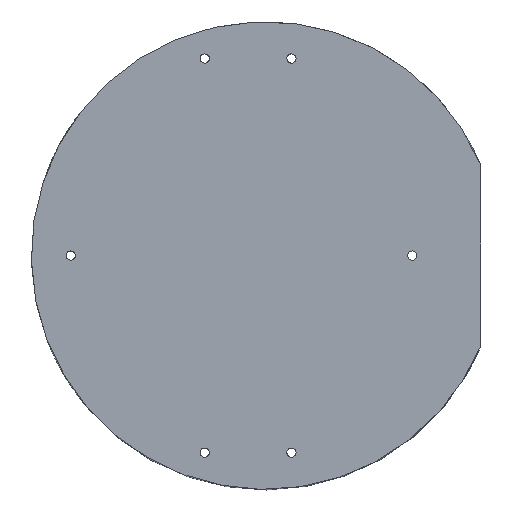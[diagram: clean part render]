
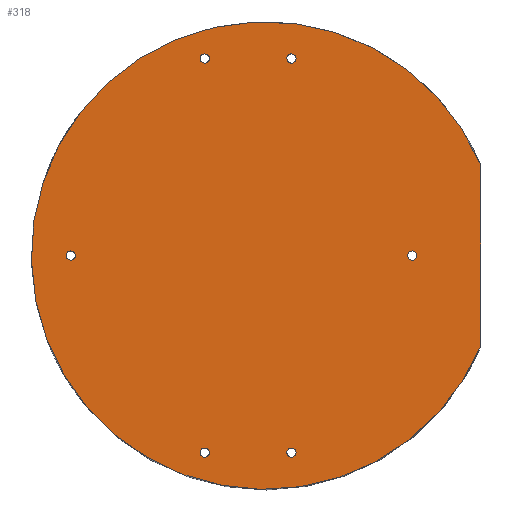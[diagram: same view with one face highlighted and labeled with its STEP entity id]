
A CAD part, top view. The second image highlights one B-rep face of the part: STEP entity #318.
In plain terms, the highlighted planar face has unit normal (0, 0, 1).
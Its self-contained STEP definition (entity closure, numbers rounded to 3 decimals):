
#165=CARTESIAN_POINT('',(-0.579,409.727,68.));
#166=DIRECTION('',(0.,0.,1.));
#167=DIRECTION('',(0.676,-0.737,0.));
#168=AXIS2_PLACEMENT_3D('',#165,#166,#167);
#169=PLANE('',#168);
#170=CARTESIAN_POINT('',(10.604,483.437,68.));
#171=VERTEX_POINT('',#170);
#172=CARTESIAN_POINT('',(11.171,484.727,68.));
#173=VERTEX_POINT('',#172);
#174=CARTESIAN_POINT('',(9.421,484.727,68.));
#175=DIRECTION('',(0.,0.,1.));
#176=DIRECTION('',(1.,0.,-0.));
#177=AXIS2_PLACEMENT_3D('',#174,#175,#176);
#178=CIRCLE('',#177,1.75);
#179=EDGE_CURVE('NONE',#171,#173,#178,.T.);
#180=ORIENTED_EDGE('',*,*,#179,.F.);
#181=CARTESIAN_POINT('',(9.421,484.727,68.));
#182=DIRECTION('',(0.,0.,1.));
#183=DIRECTION('',(1.,0.,-0.));
#184=AXIS2_PLACEMENT_3D('',#181,#182,#183);
#185=CIRCLE('',#184,1.75);
#186=EDGE_CURVE('NONE',#173,#171,#185,.T.);
#187=ORIENTED_EDGE('',*,*,#186,.F.);
#188=EDGE_LOOP('',(#180,#187));
#189=FACE_BOUND('',#188,.T.);
#190=CARTESIAN_POINT('',(10.604,333.437,68.));
#191=VERTEX_POINT('',#190);
#192=CARTESIAN_POINT('',(11.171,334.727,68.));
#193=VERTEX_POINT('',#192);
#194=CARTESIAN_POINT('',(9.421,334.727,68.));
#195=DIRECTION('',(0.,0.,1.));
#196=DIRECTION('',(1.,0.,-0.));
#197=AXIS2_PLACEMENT_3D('',#194,#195,#196);
#198=CIRCLE('',#197,1.75);
#199=EDGE_CURVE('NONE',#191,#193,#198,.T.);
#200=ORIENTED_EDGE('',*,*,#199,.F.);
#201=CARTESIAN_POINT('',(9.421,334.727,68.));
#202=DIRECTION('',(0.,0.,1.));
#203=DIRECTION('',(1.,0.,-0.));
#204=AXIS2_PLACEMENT_3D('',#201,#202,#203);
#205=CIRCLE('',#204,1.75);
#206=EDGE_CURVE('NONE',#193,#191,#205,.T.);
#207=ORIENTED_EDGE('',*,*,#206,.F.);
#208=EDGE_LOOP('',(#200,#207));
#209=FACE_BOUND('',#208,.T.);
#210=CARTESIAN_POINT('',(-73.41,408.437,68.));
#211=VERTEX_POINT('',#210);
#212=CARTESIAN_POINT('',(-72.842,409.727,68.));
#213=VERTEX_POINT('',#212);
#214=CARTESIAN_POINT('',(-74.592,409.727,68.));
#215=DIRECTION('',(0.,0.,1.));
#216=DIRECTION('',(1.,0.,-0.));
#217=AXIS2_PLACEMENT_3D('',#214,#215,#216);
#218=CIRCLE('',#217,1.75);
#219=EDGE_CURVE('NONE',#211,#213,#218,.T.);
#220=ORIENTED_EDGE('',*,*,#219,.F.);
#221=CARTESIAN_POINT('',(-74.592,409.727,68.));
#222=DIRECTION('',(0.,0.,1.));
#223=DIRECTION('',(1.,0.,-0.));
#224=AXIS2_PLACEMENT_3D('',#221,#222,#223);
#225=CIRCLE('',#224,1.75);
#226=EDGE_CURVE('NONE',#213,#211,#225,.T.);
#227=ORIENTED_EDGE('',*,*,#226,.F.);
#228=EDGE_LOOP('',(#220,#227));
#229=FACE_BOUND('',#228,.T.);
#230=CARTESIAN_POINT('',(56.59,408.437,68.));
#231=VERTEX_POINT('',#230);
#232=CARTESIAN_POINT('',(57.158,409.727,68.));
#233=VERTEX_POINT('',#232);
#234=CARTESIAN_POINT('',(55.408,409.727,68.));
#235=DIRECTION('',(0.,0.,1.));
#236=DIRECTION('',(1.,0.,-0.));
#237=AXIS2_PLACEMENT_3D('',#234,#235,#236);
#238=CIRCLE('',#237,1.75);
#239=EDGE_CURVE('NONE',#231,#233,#238,.T.);
#240=ORIENTED_EDGE('',*,*,#239,.F.);
#241=CARTESIAN_POINT('',(55.408,409.727,68.));
#242=DIRECTION('',(0.,0.,1.));
#243=DIRECTION('',(1.,0.,-0.));
#244=AXIS2_PLACEMENT_3D('',#241,#242,#243);
#245=CIRCLE('',#244,1.75);
#246=EDGE_CURVE('NONE',#233,#231,#245,.T.);
#247=ORIENTED_EDGE('',*,*,#246,.F.);
#248=EDGE_LOOP('',(#240,#247));
#249=FACE_BOUND('',#248,.T.);
#250=CARTESIAN_POINT('',(-22.396,483.437,68.));
#251=VERTEX_POINT('',#250);
#252=CARTESIAN_POINT('',(-21.829,484.727,68.));
#253=VERTEX_POINT('',#252);
#254=CARTESIAN_POINT('',(-23.579,484.727,68.));
#255=DIRECTION('',(0.,0.,1.));
#256=DIRECTION('',(1.,0.,-0.));
#257=AXIS2_PLACEMENT_3D('',#254,#255,#256);
#258=CIRCLE('',#257,1.75);
#259=EDGE_CURVE('NONE',#251,#253,#258,.T.);
#260=ORIENTED_EDGE('',*,*,#259,.F.);
#261=CARTESIAN_POINT('',(-23.579,484.727,68.));
#262=DIRECTION('',(0.,0.,1.));
#263=DIRECTION('',(1.,0.,-0.));
#264=AXIS2_PLACEMENT_3D('',#261,#262,#263);
#265=CIRCLE('',#264,1.75);
#266=EDGE_CURVE('NONE',#253,#251,#265,.T.);
#267=ORIENTED_EDGE('',*,*,#266,.F.);
#268=EDGE_LOOP('',(#260,#267));
#269=FACE_BOUND('',#268,.T.);
#270=CARTESIAN_POINT('',(-22.396,333.437,68.));
#271=VERTEX_POINT('',#270);
#272=CARTESIAN_POINT('',(-21.829,334.727,68.));
#273=VERTEX_POINT('',#272);
#274=CARTESIAN_POINT('',(-23.579,334.727,68.));
#275=DIRECTION('',(0.,0.,1.));
#276=DIRECTION('',(1.,0.,-0.));
#277=AXIS2_PLACEMENT_3D('',#274,#275,#276);
#278=CIRCLE('',#277,1.75);
#279=EDGE_CURVE('NONE',#271,#273,#278,.T.);
#280=ORIENTED_EDGE('',*,*,#279,.F.);
#281=CARTESIAN_POINT('',(-23.579,334.727,68.));
#282=DIRECTION('',(0.,0.,1.));
#283=DIRECTION('',(1.,0.,-0.));
#284=AXIS2_PLACEMENT_3D('',#281,#282,#283);
#285=CIRCLE('',#284,1.75);
#286=EDGE_CURVE('NONE',#273,#271,#285,.T.);
#287=ORIENTED_EDGE('',*,*,#286,.F.);
#288=EDGE_LOOP('',(#280,#287));
#289=FACE_BOUND('',#288,.T.);
#290=CARTESIAN_POINT('',(81.408,375.097,68.));
#291=VERTEX_POINT('',#290);
#292=CARTESIAN_POINT('',(81.408,444.357,68.));
#293=VERTEX_POINT('',#292);
#294=CARTESIAN_POINT('',(81.408,375.097,68.));
#295=DIRECTION('',(0.,1.,0.));
#296=VECTOR('',#295,69.26);
#297=LINE('',#294,#296);
#298=EDGE_CURVE('',#291,#293,#297,.T.);
#299=ORIENTED_EDGE('',*,*,#298,.T.);
#300=CARTESIAN_POINT('',(-60.706,475.345,68.));
#301=VERTEX_POINT('',#300);
#302=CARTESIAN_POINT('',(-0.579,409.727,68.));
#303=DIRECTION('',(0.,0.,1.));
#304=DIRECTION('',(1.,0.,-0.));
#305=AXIS2_PLACEMENT_3D('',#302,#303,#304);
#306=CIRCLE('',#305,89.);
#307=EDGE_CURVE('NONE',#293,#301,#306,.T.);
#308=ORIENTED_EDGE('',*,*,#307,.T.);
#309=CARTESIAN_POINT('',(-0.579,409.727,68.));
#310=DIRECTION('',(0.,0.,1.));
#311=DIRECTION('',(1.,0.,-0.));
#312=AXIS2_PLACEMENT_3D('',#309,#310,#311);
#313=CIRCLE('',#312,89.);
#314=EDGE_CURVE('NONE',#301,#291,#313,.T.);
#315=ORIENTED_EDGE('',*,*,#314,.T.);
#316=EDGE_LOOP('',(#299,#308,#315));
#317=FACE_BOUND('',#316,.T.);
#318=ADVANCED_FACE('',(#189,#209,#229,#249,#269,#289,#317),#169,.T.);
